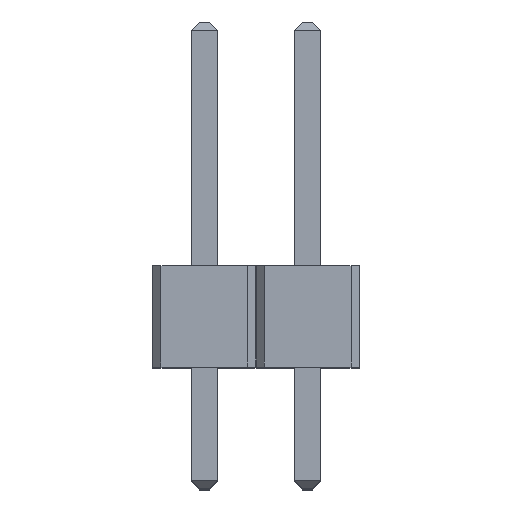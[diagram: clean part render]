
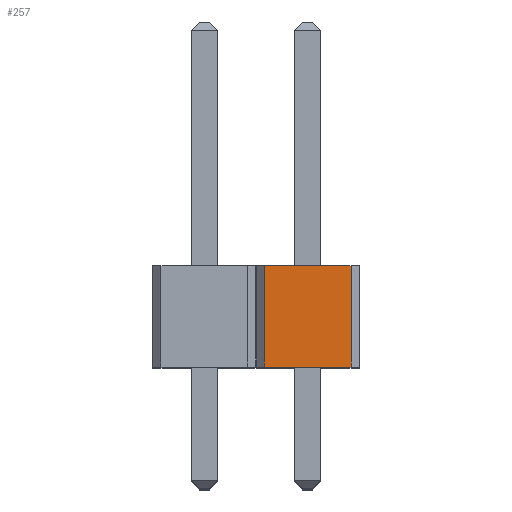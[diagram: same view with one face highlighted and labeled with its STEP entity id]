
A CAD part, top view. The second image highlights one B-rep face of the part: STEP entity #257.
In plain terms, the highlighted planar face has unit normal (0, 0, 1).
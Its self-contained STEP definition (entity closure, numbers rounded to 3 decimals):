
#21 = ORIENTED_EDGE ( 'NONE', *, *, #204, .T. ) ;
#72 = VERTEX_POINT ( 'NONE', #455 ) ;
#79 = VECTOR ( 'NONE', #948, 1000. ) ;
#93 = DIRECTION ( 'NONE',  ( 1., 0., 0. ) ) ;
#144 = VERTEX_POINT ( 'NONE', #992 ) ;
#175 = DIRECTION ( 'NONE',  ( 0., 0., -1. ) ) ;
#191 = LINE ( 'NONE', #1344, #610 ) ;
#204 = EDGE_CURVE ( 'NONE', #72, #144, #251, .T. ) ;
#208 = AXIS2_PLACEMENT_3D ( 'NONE', #1129, #175, #1015 ) ;
#216 = CARTESIAN_POINT ( 'NONE',  ( -1.27, 0., 1.27 ) ) ;
#224 = CARTESIAN_POINT ( 'NONE',  ( 1.07, 2.5, 1.27 ) ) ;
#251 = LINE ( 'NONE', #369, #1018 ) ;
#257 = ADVANCED_FACE ( 'NONE', ( #1342 ), #581, .F. ) ;
#302 = ORIENTED_EDGE ( 'NONE', *, *, #1247, .T. ) ;
#314 = CARTESIAN_POINT ( 'NONE',  ( 1.07, 2.5, 1.27 ) ) ;
#346 = LINE ( 'NONE', #216, #79 ) ;
#355 = DIRECTION ( 'NONE',  ( 0., -1., 0. ) ) ;
#369 = CARTESIAN_POINT ( 'NONE',  ( -1.07, 2.5, 1.27 ) ) ;
#455 = CARTESIAN_POINT ( 'NONE',  ( -1.07, 2.5, 1.27 ) ) ;
#581 = PLANE ( 'NONE',  #208 ) ;
#610 = VECTOR ( 'NONE', #93, 1000. ) ;
#694 = ORIENTED_EDGE ( 'NONE', *, *, #936, .F. ) ;
#821 = VECTOR ( 'NONE', #1061, 1000. ) ;
#871 = EDGE_CURVE ( 'NONE', #1157, #1226, #928, .T. ) ;
#928 = LINE ( 'NONE', #314, #821 ) ;
#936 = EDGE_CURVE ( 'NONE', #72, #1226, #191, .T. ) ;
#944 = ORIENTED_EDGE ( 'NONE', *, *, #871, .T. ) ;
#948 = DIRECTION ( 'NONE',  ( 1., 0., 0. ) ) ;
#992 = CARTESIAN_POINT ( 'NONE',  ( -1.07, 0., 1.27 ) ) ;
#1015 = DIRECTION ( 'NONE',  ( -1., 0., 0. ) ) ;
#1018 = VECTOR ( 'NONE', #355, 1000. ) ;
#1036 = CARTESIAN_POINT ( 'NONE',  ( 1.07, 0., 1.27 ) ) ;
#1061 = DIRECTION ( 'NONE',  ( 0., 1., 0. ) ) ;
#1129 = CARTESIAN_POINT ( 'NONE',  ( -1.27, 2.5, 1.27 ) ) ;
#1157 = VERTEX_POINT ( 'NONE', #1036 ) ;
#1226 = VERTEX_POINT ( 'NONE', #224 ) ;
#1247 = EDGE_CURVE ( 'NONE', #144, #1157, #346, .T. ) ;
#1293 = EDGE_LOOP ( 'NONE', ( #694, #21, #302, #944 ) ) ;
#1342 = FACE_OUTER_BOUND ( 'NONE', #1293, .T. ) ;
#1344 = CARTESIAN_POINT ( 'NONE',  ( -1.27, 2.5, 1.27 ) ) ;
